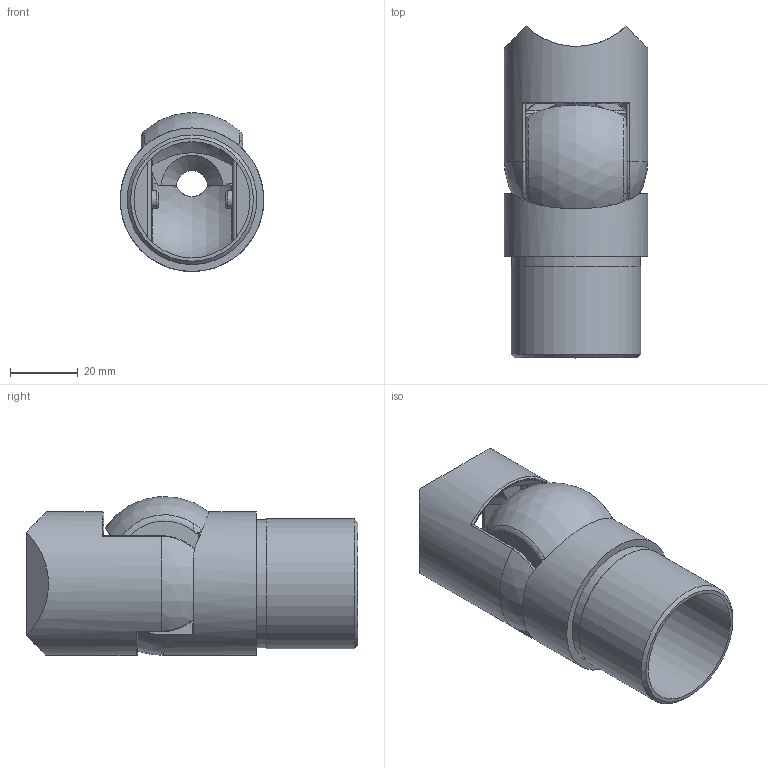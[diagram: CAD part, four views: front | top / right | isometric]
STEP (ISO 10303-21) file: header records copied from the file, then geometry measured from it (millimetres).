
FILE_DESCRIPTION (( 'STEP AP203' ), '1' );
FILE_NAME ('56257-320-42.STEP', '2020-03-10T15:53:25', ( '' ), ( '' ), 'SwSTEP 2.0', 'SolidWorks 2015', '' );
FILE_SCHEMA (( 'CONFIG_CONTROL_DESIGN' ));
Length unit declared in the file: millimetre
Products named in the file (5): 56257-320-42 Teil2; 56257-320-42 Teil1; 56257-320-42 Teil1_56257-320-42 Teil1; 56257-320-42; 56257-320-42 Teil2_56257-320-42 Teil2
Assembly tree (2 placements, depth 2):
  56257-320-42 Teil2
  56257-320-42 Teil1
  56257-320-42
    56257-320-42 Teil1_56257-320-42 Teil1
    56257-320-42 Teil2_56257-320-42 Teil2
Bounding box: 42.4 x 98 x 46.98 mm (x, y, z)
Volume: 47524.6 mm3; surface area: 30361.2 mm2
Topology: 2 solids, 2 shells, 562 faces, 1474 edges, 952 vertices
Faces by surface type: plane 269, bspline 189, cylinder 49, torus 40, sphere 12, cone 3
Full cylindrical faces by diameter (mm): 3.5 x1, 5.2 x2, 6 x2, 34.3 x1, 36.4 x1, 37.9 x1, 38.3 x1, 42.4 x2
Entity records: 27297 total; most frequent: CARTESIAN_POINT 14490, ORIENTED_EDGE 2872, DIRECTION 1938, EDGE_CURVE 1436, VERTEX_POINT 943, LINE 824, VECTOR 824, EDGE_LOOP 635
